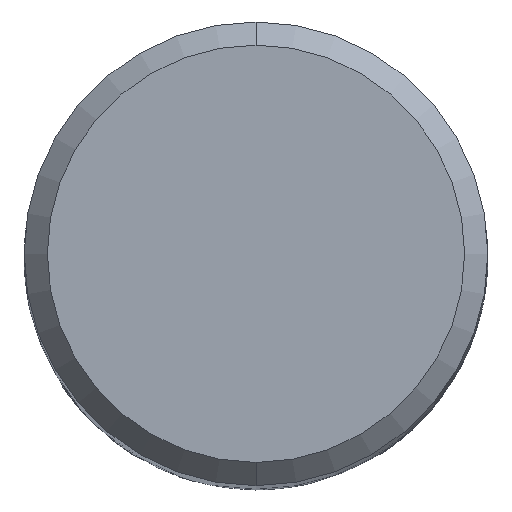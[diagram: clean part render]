
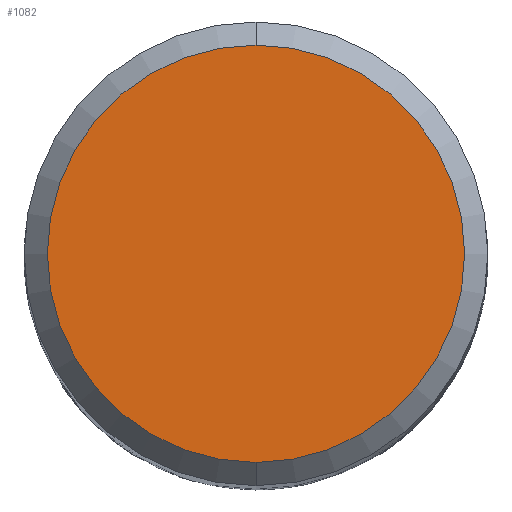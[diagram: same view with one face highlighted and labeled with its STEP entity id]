
A CAD part, top view. The second image highlights one B-rep face of the part: STEP entity #1082.
In plain terms, the highlighted planar face has unit normal (0, 0, 1).
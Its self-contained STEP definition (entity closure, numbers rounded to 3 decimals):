
#650=VERTEX_POINT('',#1513);
#1082=ADVANCED_FACE('',(#1981),#1982,.T.);
#1120=EDGE_CURVE('',#650,#1128,#2022,.T.);
#1128=VERTEX_POINT('',#2030);
#1240=EDGE_CURVE('',#1128,#650,#2153,.T.);
#1513=CARTESIAN_POINT('',(0.0,4.5,0.0));
#1981=FACE_OUTER_BOUND('',#6182,.T.);
#1982=PLANE('',#6183);
#2022=CIRCLE('',#6300,4.5);
#2030=CARTESIAN_POINT('',(0.,-4.5,0.0));
#2153=CIRCLE('',#6988,4.5);
#6182=EDGE_LOOP('',(#7782,#7783));
#6183=AXIS2_PLACEMENT_3D('',#7784,#7785,#7786);
#6300=AXIS2_PLACEMENT_3D('',#7827,#7828,#7829);
#6988=AXIS2_PLACEMENT_3D('',#8010,#8011,#8012);
#7782=ORIENTED_EDGE('',*,*,#1120,.F.);
#7783=ORIENTED_EDGE('',*,*,#1240,.F.);
#7784=CARTESIAN_POINT('',(0.0,2.25,0.0));
#7785=DIRECTION('',(-0.0,0.0,1.0));
#7786=DIRECTION('',(0.0,-1.0,0.0));
#7827=CARTESIAN_POINT('',(0.0,0.0,0.0));
#7828=DIRECTION('',(0.0,0.0,-1.0));
#7829=DIRECTION('',(0.0,1.0,0.0));
#8010=CARTESIAN_POINT('',(0.0,0.0,0.0));
#8011=DIRECTION('',(0.0,0.0,-1.0));
#8012=DIRECTION('',(0.0,1.0,0.0));
